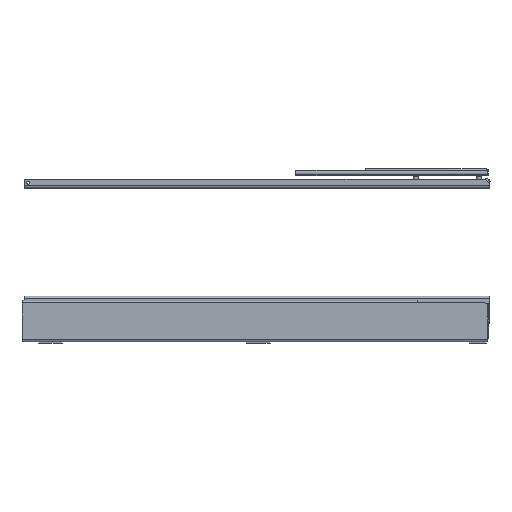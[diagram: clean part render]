
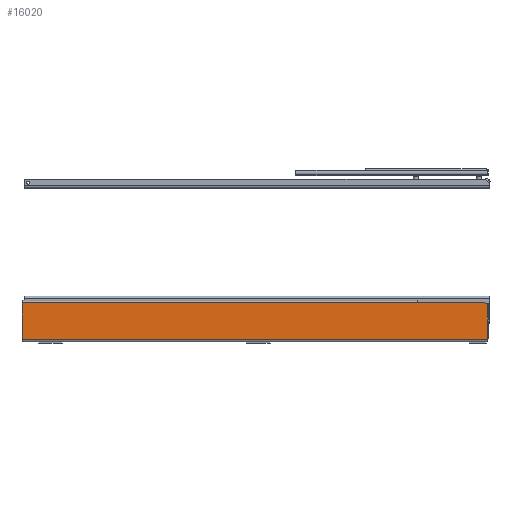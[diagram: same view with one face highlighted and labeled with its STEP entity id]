
A CAD part, left-side view. The second image highlights one B-rep face of the part: STEP entity #16020.
In plain terms, the highlighted planar face has unit normal (-1, 0, 0).
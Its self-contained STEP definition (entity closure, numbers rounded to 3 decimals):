
#2097=FACE_OUTER_BOUND('',#3060,.T.);
#3060=EDGE_LOOP('',(#12855,#12856,#12857,#12858,#12859,#12860,#12861,#12862,
#12863));
#4351=LINE('',#26789,#5704);
#4369=LINE('',#26834,#5722);
#4371=LINE('',#26843,#5724);
#4375=LINE('',#26851,#5728);
#4378=LINE('',#26856,#5731);
#4379=LINE('',#26858,#5732);
#4380=LINE('',#26860,#5733);
#4381=LINE('',#26862,#5734);
#4382=LINE('',#26863,#5735);
#5704=VECTOR('',#20731,10.);
#5722=VECTOR('',#20775,10.);
#5724=VECTOR('',#20785,10.);
#5728=VECTOR('',#20791,10.);
#5731=VECTOR('',#20796,10.);
#5732=VECTOR('',#20797,10.);
#5733=VECTOR('',#20798,10.);
#5734=VECTOR('',#20799,10.);
#5735=VECTOR('',#20800,10.);
#7155=VERTEX_POINT('',#26786);
#7156=VERTEX_POINT('',#26788);
#7170=VERTEX_POINT('',#26833);
#7172=VERTEX_POINT('',#26841);
#7173=VERTEX_POINT('',#26842);
#7176=VERTEX_POINT('',#26850);
#7178=VERTEX_POINT('',#26857);
#7179=VERTEX_POINT('',#26859);
#7180=VERTEX_POINT('',#26861);
#9157=EDGE_CURVE('',#7156,#7155,#4351,.T.);
#9180=EDGE_CURVE('',#7170,#7156,#4369,.T.);
#9184=EDGE_CURVE('',#7172,#7173,#4371,.T.);
#9188=EDGE_CURVE('',#7173,#7176,#4375,.T.);
#9191=EDGE_CURVE('',#7176,#7170,#4378,.T.);
#9192=EDGE_CURVE('',#7155,#7178,#4379,.T.);
#9193=EDGE_CURVE('',#7179,#7178,#4380,.T.);
#9194=EDGE_CURVE('',#7180,#7179,#4381,.T.);
#9195=EDGE_CURVE('',#7180,#7172,#4382,.T.);
#12855=ORIENTED_EDGE('',*,*,#9184,.T.);
#12856=ORIENTED_EDGE('',*,*,#9188,.T.);
#12857=ORIENTED_EDGE('',*,*,#9191,.T.);
#12858=ORIENTED_EDGE('',*,*,#9180,.T.);
#12859=ORIENTED_EDGE('',*,*,#9157,.T.);
#12860=ORIENTED_EDGE('',*,*,#9192,.T.);
#12861=ORIENTED_EDGE('',*,*,#9193,.F.);
#12862=ORIENTED_EDGE('',*,*,#9194,.F.);
#12863=ORIENTED_EDGE('',*,*,#9195,.T.);
#15302=PLANE('',#17381);
#16020=ADVANCED_FACE('',(#2097),#15302,.T.);
#17381=AXIS2_PLACEMENT_3D('',#26855,#20794,#20795);
#20731=DIRECTION('',(0.,0.,-1.));
#20775=DIRECTION('',(0.,1.,0.));
#20785=DIRECTION('',(0.,0.,-1.));
#20791=DIRECTION('',(0.,1.,0.));
#20794=DIRECTION('center_axis',(-1.,0.,0.));
#20795=DIRECTION('ref_axis',(0.,-1.,0.));
#20796=DIRECTION('',(0.,0.,1.));
#20797=DIRECTION('',(0.,-1.,0.));
#20798=DIRECTION('',(0.,0.,-1.));
#20799=DIRECTION('',(0.,-0.707,-0.707));
#20800=DIRECTION('',(0.,1.,0.));
#26786=CARTESIAN_POINT('',(-54.,905.,7.));
#26788=CARTESIAN_POINT('',(-54.,905.,78.));
#26789=CARTESIAN_POINT('',(-54.,905.,82.5));
#26833=CARTESIAN_POINT('',(-54.,140.,78.));
#26834=CARTESIAN_POINT('',(-54.,72.5,78.));
#26841=CARTESIAN_POINT('',(-54.,139.99,79.3));
#26842=CARTESIAN_POINT('',(-54.,139.99,77.99));
#26843=CARTESIAN_POINT('',(-54.,139.99,80.9));
#26850=CARTESIAN_POINT('',(-54.,140.,77.99));
#26851=CARTESIAN_POINT('',(-54.,72.495,77.99));
#26855=CARTESIAN_POINT('Origin',(-54.,5.,82.5));
#26856=CARTESIAN_POINT('',(-54.,140.,80.245));
#26857=CARTESIAN_POINT('',(-54.,5.,7.));
#26858=CARTESIAN_POINT('',(-54.,230.,7.));
#26859=CARTESIAN_POINT('',(-54.,5.,74.3));
#26860=CARTESIAN_POINT('',(-54.,5.,82.5));
#26861=CARTESIAN_POINT('',(-54.,10.,79.3));
#26862=CARTESIAN_POINT('',(-54.,8.3,77.6));
#26863=CARTESIAN_POINT('',(-54.,-6.689,79.3));
